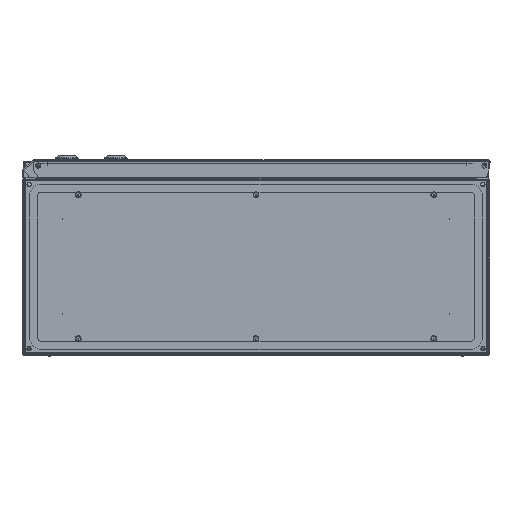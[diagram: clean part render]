
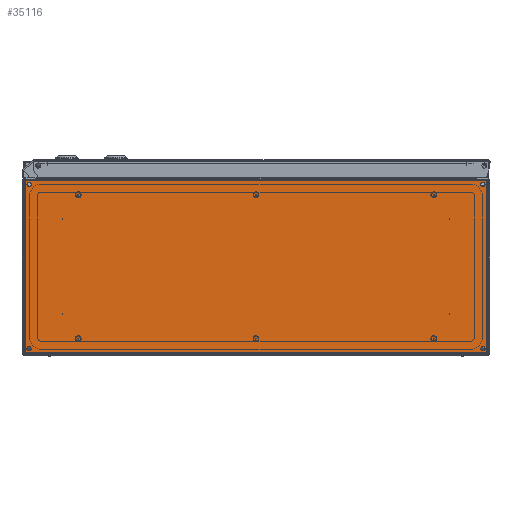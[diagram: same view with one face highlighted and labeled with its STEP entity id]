
A CAD part, front view. The second image highlights one B-rep face of the part: STEP entity #35116.
In plain terms, the highlighted face is planar.
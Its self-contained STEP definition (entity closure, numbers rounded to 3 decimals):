
#97 = EDGE_CURVE ( 'NONE', #9792, #14710, #25660, .T. ) ;
#109 = DIRECTION ( 'NONE',  ( 1., 0., 0. ) ) ;
#918 = CARTESIAN_POINT ( 'NONE',  ( 589., 7., 0. ) ) ;
#972 = VERTEX_POINT ( 'NONE', #32058 ) ;
#1698 = EDGE_LOOP ( 'NONE', ( #7818, #31498 ) ) ;
#1700 = FACE_OUTER_BOUND ( 'NONE', #32521, .T. ) ;
#1928 = DIRECTION ( 'NONE',  ( -1., 0., 0. ) ) ;
#2079 = DIRECTION ( 'NONE',  ( 0., 1., 0. ) ) ;
#2178 = CARTESIAN_POINT ( 'NONE',  ( 594., 2., 0. ) ) ;
#2553 = EDGE_CURVE ( 'NONE', #29932, #9573, #9907, .T. ) ;
#2905 = AXIS2_PLACEMENT_3D ( 'NONE', #918, #12330, #34850 ) ;
#2946 = EDGE_CURVE ( 'NONE', #7035, #4369, #35334, .T. ) ;
#3053 = CIRCLE ( 'NONE', #34252, 2.75 ) ;
#3213 = CARTESIAN_POINT ( 'NONE',  ( 4.25, 7., 0. ) ) ;
#3239 = CARTESIAN_POINT ( 'NONE',  ( 2., 223.423, 0. ) ) ;
#3844 = AXIS2_PLACEMENT_3D ( 'NONE', #4150, #7438, #1928 ) ;
#4150 = CARTESIAN_POINT ( 'NONE',  ( 7., 7., 0. ) ) ;
#4218 = CARTESIAN_POINT ( 'NONE',  ( 586.25, 217.6, 0. ) ) ;
#4256 = VECTOR ( 'NONE', #11487, 1000. ) ;
#4369 = VERTEX_POINT ( 'NONE', #20742 ) ;
#4551 = CARTESIAN_POINT ( 'NONE',  ( 591.75, 217.6, 0. ) ) ;
#5189 = FACE_BOUND ( 'NONE', #1698, .T. ) ;
#6957 = VERTEX_POINT ( 'NONE', #10265 ) ;
#7035 = VERTEX_POINT ( 'NONE', #10981 ) ;
#7326 = DIRECTION ( 'NONE',  ( 0., 0., 1. ) ) ;
#7438 = DIRECTION ( 'NONE',  ( 0., 0., 1. ) ) ;
#7442 = EDGE_CURVE ( 'NONE', #31260, #33403, #26080, .T. ) ;
#7593 = DIRECTION ( 'NONE',  ( -1., 0., 0. ) ) ;
#7594 = CIRCLE ( 'NONE', #31173, 2.75 ) ;
#7818 = ORIENTED_EDGE ( 'NONE', *, *, #35786, .F. ) ;
#8127 = AXIS2_PLACEMENT_3D ( 'NONE', #13130, #35628, #7593 ) ;
#8694 = VECTOR ( 'NONE', #2079, 1000. ) ;
#9573 = VERTEX_POINT ( 'NONE', #11706 ) ;
#9792 = VERTEX_POINT ( 'NONE', #3213 ) ;
#9907 = CIRCLE ( 'NONE', #25270, 2.75 ) ;
#10265 = CARTESIAN_POINT ( 'NONE',  ( 2., 222.6, 0. ) ) ;
#10585 = AXIS2_PLACEMENT_3D ( 'NONE', #22723, #16974, #33768 ) ;
#10981 = CARTESIAN_POINT ( 'NONE',  ( 9.75, 217.6, 0. ) ) ;
#11487 = DIRECTION ( 'NONE',  ( 1., 0., 0. ) ) ;
#11504 = DIRECTION ( 'NONE',  ( 0., -1., 0. ) ) ;
#11622 = LINE ( 'NONE', #13856, #14621 ) ;
#11706 = CARTESIAN_POINT ( 'NONE',  ( 591.75, 7., 0. ) ) ;
#12077 = ORIENTED_EDGE ( 'NONE', *, *, #17837, .F. ) ;
#12330 = DIRECTION ( 'NONE',  ( 0., 0., 1. ) ) ;
#12481 = CARTESIAN_POINT ( 'NONE',  ( 7., 217.6, 0. ) ) ;
#12609 = DIRECTION ( 'NONE',  ( 0., 0., 1. ) ) ;
#12747 = FACE_BOUND ( 'NONE', #31227, .T. ) ;
#12952 = PLANE ( 'NONE',  #8127 ) ;
#13130 = CARTESIAN_POINT ( 'NONE',  ( 0., 0., 0. ) ) ;
#13184 = VERTEX_POINT ( 'NONE', #4551 ) ;
#13304 = FACE_BOUND ( 'NONE', #29956, .T. ) ;
#13312 = LINE ( 'NONE', #26960, #8694 ) ;
#13704 = ORIENTED_EDGE ( 'NONE', *, *, #28946, .F. ) ;
#13856 = CARTESIAN_POINT ( 'NONE',  ( 594.823, 222.6, 0. ) ) ;
#14085 = AXIS2_PLACEMENT_3D ( 'NONE', #12481, #15975, #29466 ) ;
#14621 = VECTOR ( 'NONE', #16437, 1000. ) ;
#14647 = EDGE_CURVE ( 'NONE', #9573, #29932, #31129, .T. ) ;
#14710 = VERTEX_POINT ( 'NONE', #21189 ) ;
#15114 = ORIENTED_EDGE ( 'NONE', *, *, #2946, .F. ) ;
#15557 = DIRECTION ( 'NONE',  ( -1., 0., 0. ) ) ;
#15641 = CIRCLE ( 'NONE', #22164, 2.75 ) ;
#15792 = ORIENTED_EDGE ( 'NONE', *, *, #21453, .T. ) ;
#15805 = ORIENTED_EDGE ( 'NONE', *, *, #18996, .T. ) ;
#15975 = DIRECTION ( 'NONE',  ( 0., 0., 1. ) ) ;
#16437 = DIRECTION ( 'NONE',  ( -1., 0., 0. ) ) ;
#16864 = LINE ( 'NONE', #3239, #18880 ) ;
#16974 = DIRECTION ( 'NONE',  ( 0., 0., 1. ) ) ;
#17837 = EDGE_CURVE ( 'NONE', #22690, #13184, #3053, .T. ) ;
#18389 = CARTESIAN_POINT ( 'NONE',  ( 7., 7., 0. ) ) ;
#18880 = VECTOR ( 'NONE', #11504, 1000. ) ;
#18996 = EDGE_CURVE ( 'NONE', #33403, #972, #13312, .T. ) ;
#19718 = DIRECTION ( 'NONE',  ( -1., 0., 0. ) ) ;
#20742 = CARTESIAN_POINT ( 'NONE',  ( 4.25, 217.6, 0. ) ) ;
#21189 = CARTESIAN_POINT ( 'NONE',  ( 9.75, 7., 0. ) ) ;
#21453 = EDGE_CURVE ( 'NONE', #6957, #31260, #16864, .T. ) ;
#22164 = AXIS2_PLACEMENT_3D ( 'NONE', #30592, #33905, #19718 ) ;
#22342 = EDGE_LOOP ( 'NONE', ( #13704, #12077 ) ) ;
#22351 = CIRCLE ( 'NONE', #14085, 2.75 ) ;
#22690 = VERTEX_POINT ( 'NONE', #4218 ) ;
#22723 = CARTESIAN_POINT ( 'NONE',  ( 7., 217.6, 0. ) ) ;
#23148 = CARTESIAN_POINT ( 'NONE',  ( 1.177, 2., 0. ) ) ;
#23358 = CARTESIAN_POINT ( 'NONE',  ( 589., 217.6, 0. ) ) ;
#25194 = ORIENTED_EDGE ( 'NONE', *, *, #14647, .F. ) ;
#25270 = AXIS2_PLACEMENT_3D ( 'NONE', #30898, #30528, #109 ) ;
#25530 = CARTESIAN_POINT ( 'NONE',  ( 586.25, 7., 0. ) ) ;
#25660 = CIRCLE ( 'NONE', #3844, 2.75 ) ;
#26080 = LINE ( 'NONE', #23148, #4256 ) ;
#26774 = FACE_BOUND ( 'NONE', #22342, .T. ) ;
#26960 = CARTESIAN_POINT ( 'NONE',  ( 594., 1.177, 0. ) ) ;
#27055 = ORIENTED_EDGE ( 'NONE', *, *, #2553, .F. ) ;
#27622 = ORIENTED_EDGE ( 'NONE', *, *, #35739, .F. ) ;
#28946 = EDGE_CURVE ( 'NONE', #13184, #22690, #15641, .T. ) ;
#29461 = ORIENTED_EDGE ( 'NONE', *, *, #7442, .T. ) ;
#29466 = DIRECTION ( 'NONE',  ( 1., 0., 0. ) ) ;
#29932 = VERTEX_POINT ( 'NONE', #25530 ) ;
#29956 = EDGE_LOOP ( 'NONE', ( #25194, #27055 ) ) ;
#30016 = DIRECTION ( 'NONE',  ( -1., 0., 0. ) ) ;
#30528 = DIRECTION ( 'NONE',  ( 0., 0., 1. ) ) ;
#30592 = CARTESIAN_POINT ( 'NONE',  ( 589., 217.6, 0. ) ) ;
#30898 = CARTESIAN_POINT ( 'NONE',  ( 589., 7., 0. ) ) ;
#31129 = CIRCLE ( 'NONE', #2905, 2.75 ) ;
#31173 = AXIS2_PLACEMENT_3D ( 'NONE', #18389, #7326, #30016 ) ;
#31227 = EDGE_LOOP ( 'NONE', ( #15114, #27622 ) ) ;
#31260 = VERTEX_POINT ( 'NONE', #33786 ) ;
#31498 = ORIENTED_EDGE ( 'NONE', *, *, #97, .F. ) ;
#32058 = CARTESIAN_POINT ( 'NONE',  ( 594., 222.6, 0. ) ) ;
#32521 = EDGE_LOOP ( 'NONE', ( #15792, #29461, #15805, #34510 ) ) ;
#33403 = VERTEX_POINT ( 'NONE', #2178 ) ;
#33768 = DIRECTION ( 'NONE',  ( 1., 0., 0. ) ) ;
#33786 = CARTESIAN_POINT ( 'NONE',  ( 2., 2., 0. ) ) ;
#33905 = DIRECTION ( 'NONE',  ( 0., 0., 1. ) ) ;
#34252 = AXIS2_PLACEMENT_3D ( 'NONE', #23358, #12609, #15557 ) ;
#34510 = ORIENTED_EDGE ( 'NONE', *, *, #35229, .T. ) ;
#34850 = DIRECTION ( 'NONE',  ( 1., 0., 0. ) ) ;
#35116 = ADVANCED_FACE ( 'NONE', ( #5189, #26774, #13304, #12747, #1700 ), #12952, .F. ) ;
#35229 = EDGE_CURVE ( 'NONE', #972, #6957, #11622, .T. ) ;
#35334 = CIRCLE ( 'NONE', #10585, 2.75 ) ;
#35628 = DIRECTION ( 'NONE',  ( 0., 0., -1. ) ) ;
#35739 = EDGE_CURVE ( 'NONE', #4369, #7035, #22351, .T. ) ;
#35786 = EDGE_CURVE ( 'NONE', #14710, #9792, #7594, .T. ) ;
